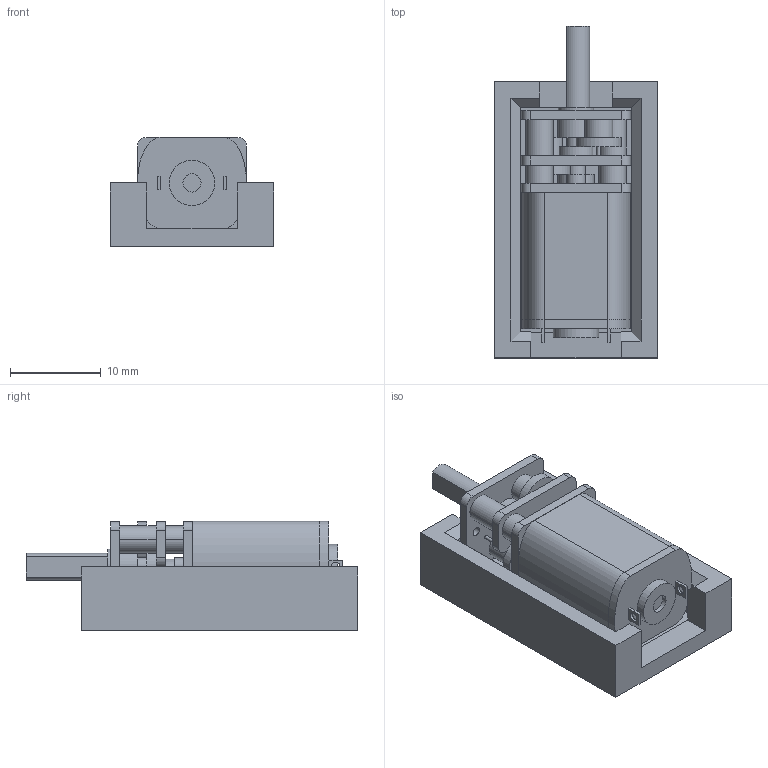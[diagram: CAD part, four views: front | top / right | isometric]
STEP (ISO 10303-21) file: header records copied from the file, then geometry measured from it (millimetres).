
FILE_DESCRIPTION (( 'STEP AP214' ), '1' );
FILE_NAME ('MotorMountTest v9_sw.STEP', '2025-04-25T12:05:58', ( 'AppsAnywhere123' ), ( '' ), 'SwSTEP 2.0', 'SolidWorks 2022', '' );
FILE_SCHEMA (( 'AUTOMOTIVE_DESIGN' ));
Length unit declared in the file: millimetre
Products named in the file (4): internal_mount.step; MotorMountTest v9_sw; N20_2_external.step; MotorMountTest v9.step
Assembly tree (3 placements, depth 3):
  MotorMountTest v9_sw
    MotorMountTest v9.step
      internal_mount.step
      N20_2_external.step
Bounding box: 18 x 36.5 x 12 mm (x, y, z)
Volume: 4244.8 mm3; surface area: 4352.8 mm2
Topology: 18 solids, 18 shells, 202 faces, 455 edges, 302 vertices
Faces by surface type: plane 122, cylinder 76, bspline 4
Entity records: 5999 total; most frequent: DIRECTION 1025, CARTESIAN_POINT 1018, ORIENTED_EDGE 910, EDGE_CURVE 455, AXIS2_PLACEMENT_3D 373, VERTEX_POINT 302, LINE 279, VECTOR 279
